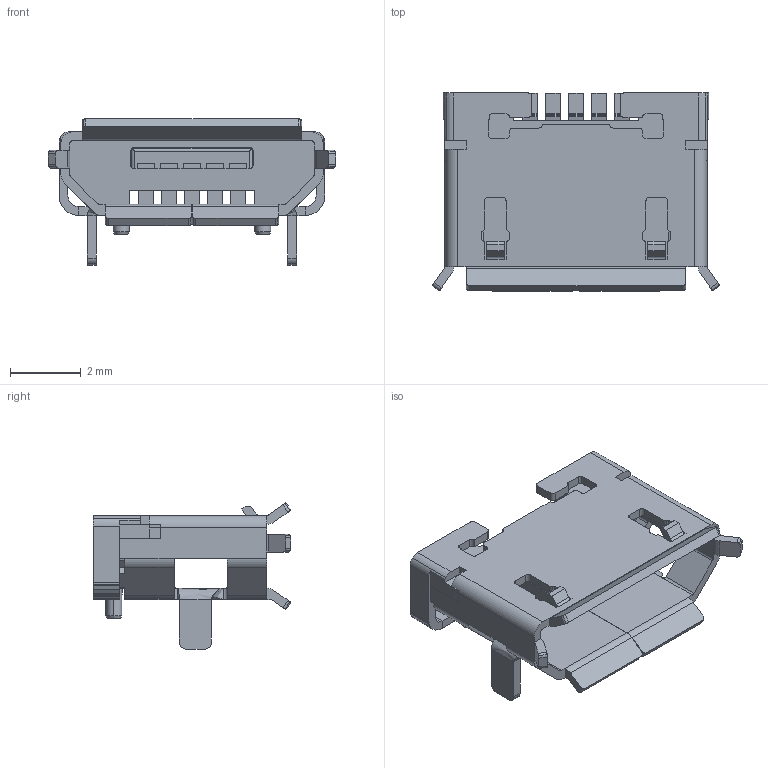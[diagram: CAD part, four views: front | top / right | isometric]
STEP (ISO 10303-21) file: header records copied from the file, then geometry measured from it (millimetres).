
FILE_DESCRIPTION(('STEP AP242'),'1');
FILE_NAME('uUSB vergleichbar mit C393940.stp','2020-07-12T18:17:47',(' '),(' '),'Spatial InterOp 3D',' ',' ');
FILE_SCHEMA(('AP242_MANAGED_MODEL_BASED_3D_ENGINEERING_MIM_LF {1 0 10303 442 1 1 4}'));
Length unit declared in the file: metre
Products named in the file (5): 629105136821_Download_STP_629105136821_rev1; Shielding; Insulator; Pin; uUSB vergleichbar mit C393940
Assembly tree (8 placements, depth 3):
  uUSB vergleichbar mit C393940
    629105136821_Download_STP_629105136821_rev1
      Shielding
      Insulator
      Pin  x5
Bounding box: 8.11 x 5.59 x 4.13 mm (x, y, z)
Volume: 40.2 mm3; surface area: 295.1 mm2
Topology: 7 solids, 7 shells, 588 faces, 1679 edges, 1086 vertices
Faces by surface type: plane 417, cylinder 157, bspline 8, cone 4, sphere 2
Entity records: 20665 total; most frequent: CARTESIAN_POINT 3295, ORIENTED_EDGE 2852, DIRECTION 2726, EDGE_CURVE 1426, LINE 1096, VECTOR 1096, VERTEX_POINT 918, AXIS2_PLACEMENT_3D 815
